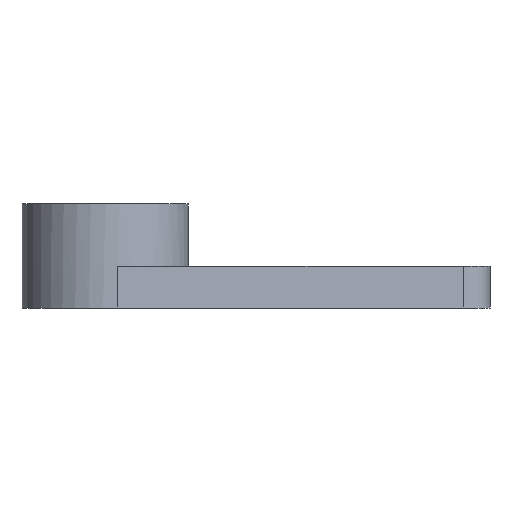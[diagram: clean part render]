
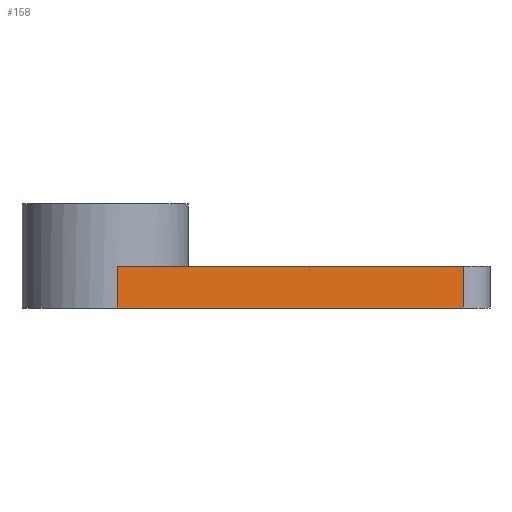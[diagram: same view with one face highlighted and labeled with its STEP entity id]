
A CAD part, front view. The second image highlights one B-rep face of the part: STEP entity #158.
In plain terms, the highlighted planar face has unit normal (0.147, -0.989, 0).
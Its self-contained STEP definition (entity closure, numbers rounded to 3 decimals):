
#32 = EDGE_CURVE('',#33,#35,#37,.T.);
#33 = VERTEX_POINT('',#34);
#34 = CARTESIAN_POINT('',(17.219,-1.484,0.));
#35 = VERTEX_POINT('',#36);
#36 = CARTESIAN_POINT('',(17.219,-1.484,2.));
#37 = SURFACE_CURVE('',#38,(#42,#54),.PCURVE_S1.);
#38 = LINE('',#39,#40);
#39 = CARTESIAN_POINT('',(17.219,-1.484,0.));
#40 = VECTOR('',#41,1.);
#41 = DIRECTION('',(0.,0.,1.));
#42 = PCURVE('',#43,#48);
#43 = CYLINDRICAL_SURFACE('',#44,1.5);
#44 = AXIS2_PLACEMENT_3D('',#45,#46,#47);
#45 = CARTESIAN_POINT('',(17.,0.,0.));
#46 = DIRECTION('',(-0.,-0.,-1.));
#47 = DIRECTION('',(1.,0.,0.));
#48 = DEFINITIONAL_REPRESENTATION('',(#49),#53);
#49 = LINE('',#50,#51);
#50 = CARTESIAN_POINT('',(-4.859,0.));
#51 = VECTOR('',#52,1.);
#52 = DIRECTION('',(-0.,-1.));
#53 = ( GEOMETRIC_REPRESENTATION_CONTEXT(2) 
PARAMETRIC_REPRESENTATION_CONTEXT() REPRESENTATION_CONTEXT('2D SPACE',''
  ) );
#54 = PCURVE('',#55,#60);
#55 = PLANE('',#56);
#56 = AXIS2_PLACEMENT_3D('',#57,#58,#59);
#57 = CARTESIAN_POINT('',(17.219,-1.484,0.));
#58 = DIRECTION('',(0.147,-0.989,0.));
#59 = DIRECTION('',(-0.989,-0.147,0.));
#60 = DEFINITIONAL_REPRESENTATION('',(#61),#65);
#61 = LINE('',#62,#63);
#62 = CARTESIAN_POINT('',(0.,0.));
#63 = VECTOR('',#64,1.);
#64 = DIRECTION('',(0.,-1.));
#65 = ( GEOMETRIC_REPRESENTATION_CONTEXT(2) 
PARAMETRIC_REPRESENTATION_CONTEXT() REPRESENTATION_CONTEXT('2D SPACE',''
  ) );
#84 = PLANE('',#85);
#85 = AXIS2_PLACEMENT_3D('',#86,#87,#88);
#86 = CARTESIAN_POINT('',(17.219,-1.484,2.));
#87 = DIRECTION('',(0.,0.,-1.));
#88 = DIRECTION('',(-1.,0.,0.));
#143 = PLANE('',#144);
#144 = AXIS2_PLACEMENT_3D('',#145,#146,#147);
#145 = CARTESIAN_POINT('',(17.219,-1.484,0.));
#146 = DIRECTION('',(0.,0.,-1.));
#147 = DIRECTION('',(-1.,0.,0.));
#158 = ADVANCED_FACE('',(#159),#55,.T.);
#159 = FACE_BOUND('',#160,.T.);
#160 = EDGE_LOOP('',(#161,#162,#185,#235));
#161 = ORIENTED_EDGE('',*,*,#32,.T.);
#162 = ORIENTED_EDGE('',*,*,#163,.T.);
#163 = EDGE_CURVE('',#35,#164,#166,.T.);
#164 = VERTEX_POINT('',#165);
#165 = CARTESIAN_POINT('',(0.588,-3.957,2.));
#166 = SURFACE_CURVE('',#167,(#171,#178),.PCURVE_S1.);
#167 = LINE('',#168,#169);
#168 = CARTESIAN_POINT('',(17.219,-1.484,2.));
#169 = VECTOR('',#170,1.);
#170 = DIRECTION('',(-0.989,-0.147,0.));
#171 = PCURVE('',#55,#172);
#172 = DEFINITIONAL_REPRESENTATION('',(#173),#177);
#173 = LINE('',#174,#175);
#174 = CARTESIAN_POINT('',(0.,-2.));
#175 = VECTOR('',#176,1.);
#176 = DIRECTION('',(1.,-0.));
#177 = ( GEOMETRIC_REPRESENTATION_CONTEXT(2) 
PARAMETRIC_REPRESENTATION_CONTEXT() REPRESENTATION_CONTEXT('2D SPACE',''
  ) );
#178 = PCURVE('',#84,#179);
#179 = DEFINITIONAL_REPRESENTATION('',(#180),#184);
#180 = LINE('',#181,#182);
#181 = CARTESIAN_POINT('',(0.,0.));
#182 = VECTOR('',#183,1.);
#183 = DIRECTION('',(0.989,-0.147));
#184 = ( GEOMETRIC_REPRESENTATION_CONTEXT(2) 
PARAMETRIC_REPRESENTATION_CONTEXT() REPRESENTATION_CONTEXT('2D SPACE',''
  ) );
#185 = ORIENTED_EDGE('',*,*,#186,.F.);
#186 = EDGE_CURVE('',#187,#164,#189,.T.);
#187 = VERTEX_POINT('',#188);
#188 = CARTESIAN_POINT('',(0.588,-3.957,0.));
#189 = SURFACE_CURVE('',#190,(#194,#201),.PCURVE_S1.);
#190 = LINE('',#191,#192);
#191 = CARTESIAN_POINT('',(0.588,-3.957,0.));
#192 = VECTOR('',#193,1.);
#193 = DIRECTION('',(0.,0.,1.));
#194 = PCURVE('',#55,#195);
#195 = DEFINITIONAL_REPRESENTATION('',(#196),#200);
#196 = LINE('',#197,#198);
#197 = CARTESIAN_POINT('',(16.813,-0.));
#198 = VECTOR('',#199,1.);
#199 = DIRECTION('',(0.,-1.));
#200 = ( GEOMETRIC_REPRESENTATION_CONTEXT(2) 
PARAMETRIC_REPRESENTATION_CONTEXT() REPRESENTATION_CONTEXT('2D SPACE',''
  ) );
#201 = PCURVE('',#202,#207);
#202 = CYLINDRICAL_SURFACE('',#203,4.);
#203 = AXIS2_PLACEMENT_3D('',#204,#205,#206);
#204 = CARTESIAN_POINT('',(0.,0.,0.));
#205 = DIRECTION('',(-0.,-0.,-1.));
#206 = DIRECTION('',(1.,0.,0.));
#207 = DEFINITIONAL_REPRESENTATION('',(#208),#234);
#208 = B_SPLINE_CURVE_WITH_KNOTS('',3,(#209,#210,#211,#212,#213,#214,
    #215,#216,#217,#218,#219,#220,#221,#222,#223,#224,#225,#226,#227,
    #228,#229,#230,#231,#232,#233),.UNSPECIFIED.,.F.,.F.,(4,1,1,1,1,1,1,
    1,1,1,1,1,1,1,1,1,1,1,1,1,1,1,4),(0.,0.091,
    0.182,0.273,0.364,0.455,
    0.545,0.636,0.727,0.818,
    0.909,1.,1.091,1.182,1.273,
    1.364,1.455,1.545,1.636,
    1.727,1.818,1.909,2.),
  .QUASI_UNIFORM_KNOTS.);
#209 = CARTESIAN_POINT('',(-4.86,0.));
#210 = CARTESIAN_POINT('',(-4.86,-0.03));
#211 = CARTESIAN_POINT('',(-4.86,-0.091));
#212 = CARTESIAN_POINT('',(-4.86,-0.182));
#213 = CARTESIAN_POINT('',(-4.86,-0.273));
#214 = CARTESIAN_POINT('',(-4.86,-0.364));
#215 = CARTESIAN_POINT('',(-4.86,-0.455));
#216 = CARTESIAN_POINT('',(-4.86,-0.545));
#217 = CARTESIAN_POINT('',(-4.86,-0.636));
#218 = CARTESIAN_POINT('',(-4.86,-0.727));
#219 = CARTESIAN_POINT('',(-4.86,-0.818));
#220 = CARTESIAN_POINT('',(-4.86,-0.909));
#221 = CARTESIAN_POINT('',(-4.86,-1.));
#222 = CARTESIAN_POINT('',(-4.86,-1.091));
#223 = CARTESIAN_POINT('',(-4.86,-1.182));
#224 = CARTESIAN_POINT('',(-4.86,-1.273));
#225 = CARTESIAN_POINT('',(-4.86,-1.364));
#226 = CARTESIAN_POINT('',(-4.86,-1.455));
#227 = CARTESIAN_POINT('',(-4.86,-1.545));
#228 = CARTESIAN_POINT('',(-4.86,-1.636));
#229 = CARTESIAN_POINT('',(-4.86,-1.727));
#230 = CARTESIAN_POINT('',(-4.86,-1.818));
#231 = CARTESIAN_POINT('',(-4.86,-1.909));
#232 = CARTESIAN_POINT('',(-4.86,-1.97));
#233 = CARTESIAN_POINT('',(-4.86,-2.));
#234 = ( GEOMETRIC_REPRESENTATION_CONTEXT(2) 
PARAMETRIC_REPRESENTATION_CONTEXT() REPRESENTATION_CONTEXT('2D SPACE',''
  ) );
#235 = ORIENTED_EDGE('',*,*,#236,.F.);
#236 = EDGE_CURVE('',#33,#187,#237,.T.);
#237 = SURFACE_CURVE('',#238,(#242,#249),.PCURVE_S1.);
#238 = LINE('',#239,#240);
#239 = CARTESIAN_POINT('',(17.219,-1.484,0.));
#240 = VECTOR('',#241,1.);
#241 = DIRECTION('',(-0.989,-0.147,0.));
#242 = PCURVE('',#55,#243);
#243 = DEFINITIONAL_REPRESENTATION('',(#244),#248);
#244 = LINE('',#245,#246);
#245 = CARTESIAN_POINT('',(0.,0.));
#246 = VECTOR('',#247,1.);
#247 = DIRECTION('',(1.,-0.));
#248 = ( GEOMETRIC_REPRESENTATION_CONTEXT(2) 
PARAMETRIC_REPRESENTATION_CONTEXT() REPRESENTATION_CONTEXT('2D SPACE',''
  ) );
#249 = PCURVE('',#143,#250);
#250 = DEFINITIONAL_REPRESENTATION('',(#251),#255);
#251 = LINE('',#252,#253);
#252 = CARTESIAN_POINT('',(0.,0.));
#253 = VECTOR('',#254,1.);
#254 = DIRECTION('',(0.989,-0.147));
#255 = ( GEOMETRIC_REPRESENTATION_CONTEXT(2) 
PARAMETRIC_REPRESENTATION_CONTEXT() REPRESENTATION_CONTEXT('2D SPACE',''
  ) );
